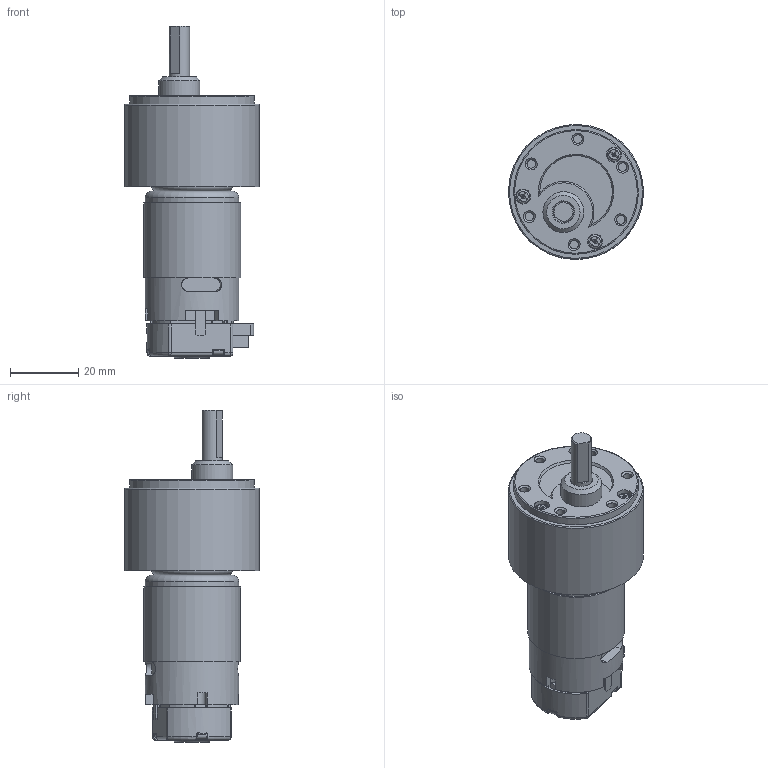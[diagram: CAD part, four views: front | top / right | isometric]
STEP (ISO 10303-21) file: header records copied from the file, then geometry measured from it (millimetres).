
FILE_DESCRIPTION(/* description */ (''),/* implementation_level */ '2;1');
FILE_NAME(/* name */ 'RH158-2S_L76',/* time_stamp */ '2017-01-26T10:28:49+01:00',/* author */ (''),/* organization */ (''),/* preprocessor_version */ 'ST-DEVELOPER v11',/* originating_system */ 'UGS - NX 5.0',/* authorisation */ '');
FILE_SCHEMA (('AUTOMOTIVE_DESIGN { 1 0 10303 214 1 1 1 1 }'));
Length unit declared in the file: millimetre
Products named in the file (1): Luig8A2Adq9o
Bounding box: 39.58 x 39.58 x 97.45 mm (x, y, z)
Volume: 37206.3 mm3; surface area: 26511.7 mm2
Topology: 21 solids, 21 shells, 846 faces, 1886 edges, 1224 vertices
Faces by surface type: plane 585, cylinder 212, cone 33, torus 12, sphere 4
Full cylindrical faces by diameter (mm): 0.6 x8, 0.9 x4, 1.6 x3, 2 x3, 2.3 x2, 2.305 x1, 2.5 x10, 3.5 x4, 3.6 x1, 4 x3, 4.4 x3, 6 x2, 10 x3, 10.01 x1, 12 x1, 22 x1, 23.8 x1, 27.5 x1, 30.9 x1, 36.6 x1, 36.9 x1, 37.3 x1, 39.6 x1
Entity records: 23348 total; most frequent: CARTESIAN_POINT 4215, DIRECTION 4143, ORIENTED_EDGE 3536, EDGE_CURVE 1768, AXIS2_PLACEMENT_3D 1587, VERTEX_POINT 1197, EDGE_LOOP 1125, LINE 969
